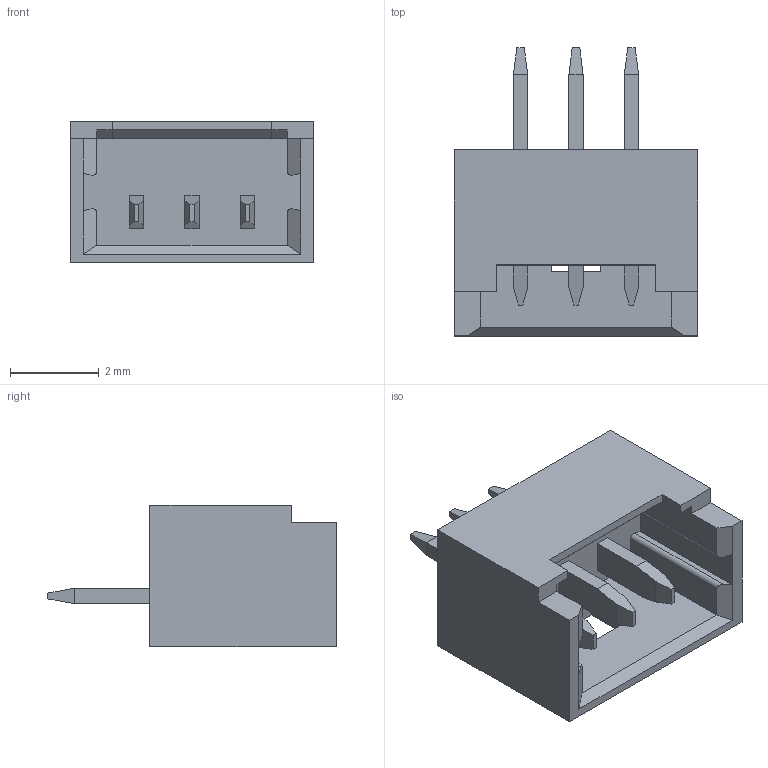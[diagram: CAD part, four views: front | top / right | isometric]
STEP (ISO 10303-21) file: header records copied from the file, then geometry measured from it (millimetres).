
FILE_DESCRIPTION(/* description */ (''),/* implementation_level */ '2;1');
FILE_NAME(/* name */ '530470310wbm000_01_214.stp',/* time_stamp */ '2021-10-29T11:34:40+05:00',/* author */ (''),/* organization */ (''),/* preprocessor_version */ 'ST-DEVELOPER v16.7',/* originating_system */ 'SIEMENS PLM Software NX 1919',/* authorisation */ '');
FILE_SCHEMA (('AUTOMOTIVE_DESIGN { 1 0 10303 214 3 1 1 1 }'));
Length unit declared in the file: millimetre
Products named in the file (1): 530470310wbm000_01
Bounding box: 5.5 x 6.5 x 3.2 mm (x, y, z)
Volume: 40.3 mm3; surface area: 157.1 mm2
Topology: 1 solids, 1 shells, 96 faces, 246 edges, 158 vertices
Faces by surface type: plane 92, cylinder 4
Entity records: 2862 total; most frequent: CARTESIAN_POINT 501, ORIENTED_EDGE 492, DIRECTION 448, EDGE_CURVE 246, LINE 238, VECTOR 238, VERTEX_POINT 158, AXIS2_PLACEMENT_3D 105
